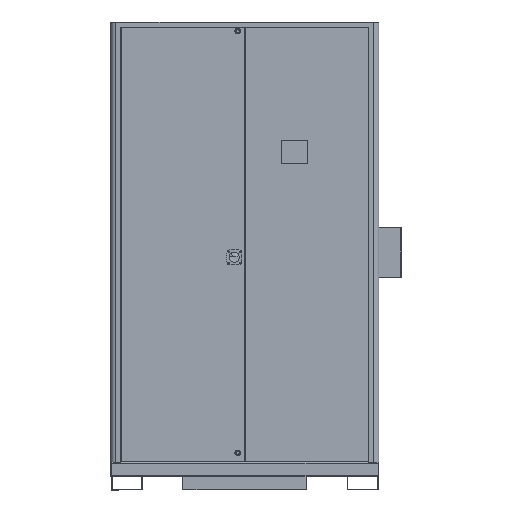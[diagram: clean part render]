
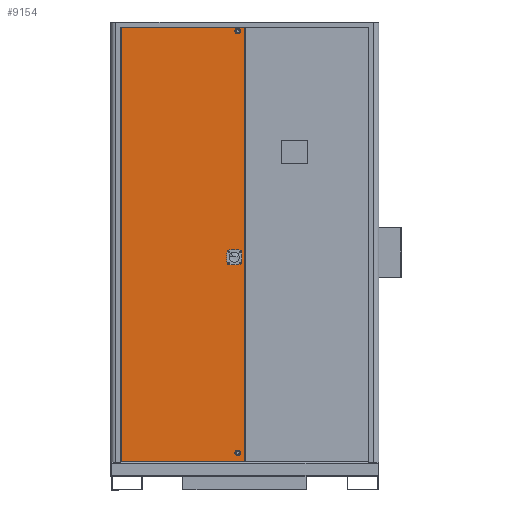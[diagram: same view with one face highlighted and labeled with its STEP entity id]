
A CAD part, top view. The second image highlights one B-rep face of the part: STEP entity #9154.
In plain terms, the highlighted planar face has unit normal (0, 0, 1).
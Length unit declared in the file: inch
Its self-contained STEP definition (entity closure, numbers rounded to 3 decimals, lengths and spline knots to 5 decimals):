
#96 = CARTESIAN_POINT ( 'NONE',  ( -0.65625, 29.8125, 9. ) ) ;
#162 = DIRECTION ( 'NONE',  ( 1., 0., 0. ) ) ;
#253 = CARTESIAN_POINT ( 'NONE',  ( -2.33125, 29.0125, 9. ) ) ;
#307 = VERTEX_POINT ( 'NONE', #2434 ) ;
#325 = DIRECTION ( 'NONE',  ( 0., 0., 1. ) ) ;
#423 = CARTESIAN_POINT ( 'NONE',  ( -0.03125, 0.0625, 9. ) ) ;
#442 = DIRECTION ( 'NONE',  ( 1., 0., 0. ) ) ;
#546 = FACE_BOUND ( 'NONE', #3763, .T. ) ;
#724 = LINE ( 'NONE', #950, #7160 ) ;
#732 = LINE ( 'NONE', #2293, #6548 ) ;
#838 = CARTESIAN_POINT ( 'NONE',  ( -0.03125, 0.0625, 9. ) ) ;
#950 = CARTESIAN_POINT ( 'NONE',  ( -0.03125, 63.1875, 9. ) ) ;
#952 = ORIENTED_EDGE ( 'NONE', *, *, #3001, .T. ) ;
#1062 = FACE_BOUND ( 'NONE', #7154, .T. ) ;
#1184 = EDGE_CURVE ( 'NONE', #1522, #5790, #9349, .T. ) ;
#1189 = CARTESIAN_POINT ( 'NONE',  ( -17.9375, 63.1875, 9. ) ) ;
#1324 = PLANE ( 'NONE',  #5857 ) ;
#1410 = EDGE_CURVE ( 'NONE', #6406, #5959, #1629, .T. ) ;
#1413 = FACE_BOUND ( 'NONE', #4662, .T. ) ;
#1426 = EDGE_CURVE ( 'NONE', #3648, #7491, #2732, .T. ) ;
#1522 = VERTEX_POINT ( 'NONE', #9792 ) ;
#1530 = DIRECTION ( 'NONE',  ( 1., 0., 0. ) ) ;
#1617 = DIRECTION ( 'NONE',  ( 0., 0., 1. ) ) ;
#1629 = LINE ( 'NONE', #838, #9478 ) ;
#1710 = CARTESIAN_POINT ( 'NONE',  ( -1.53125, 29.8125, 9. ) ) ;
#1755 = CIRCLE ( 'NONE', #8384, 0.3125 ) ;
#2012 = VERTEX_POINT ( 'NONE', #3151 ) ;
#2044 = DIRECTION ( 'NONE',  ( 0., 0., 1. ) ) ;
#2166 = CARTESIAN_POINT ( 'NONE',  ( -1.03125, 62.6875, 9. ) ) ;
#2293 = CARTESIAN_POINT ( 'NONE',  ( -0.03125, 63.1875, 9. ) ) ;
#2308 = CIRCLE ( 'NONE', #4144, 0.069 ) ;
#2434 = CARTESIAN_POINT ( 'NONE',  ( -0.03125, 63.1875, 9. ) ) ;
#2466 = AXIS2_PLACEMENT_3D ( 'NONE', #1710, #3255, #162 ) ;
#2510 = CARTESIAN_POINT ( 'NONE',  ( -1.03125, 1.375, 9. ) ) ;
#2641 = DIRECTION ( 'NONE',  ( 1., 0., 0. ) ) ;
#2696 = CIRCLE ( 'NONE', #8169, 0.3125 ) ;
#2732 = CIRCLE ( 'NONE', #8543, 0.069 ) ;
#2856 = ORIENTED_EDGE ( 'NONE', *, *, #6925, .T. ) ;
#2982 = ORIENTED_EDGE ( 'NONE', *, *, #6515, .F. ) ;
#3001 = EDGE_CURVE ( 'NONE', #307, #8878, #732, .T. ) ;
#3151 = CARTESIAN_POINT ( 'NONE',  ( -0.71875, 1.375, 9. ) ) ;
#3255 = DIRECTION ( 'NONE',  ( 0., 0., 1. ) ) ;
#3271 = EDGE_CURVE ( 'NONE', #8800, #6700, #2696, .T. ) ;
#3379 = CIRCLE ( 'NONE', #9199, 0.3125 ) ;
#3541 = CARTESIAN_POINT ( 'NONE',  ( -1.03125, 62.6875, 9. ) ) ;
#3648 = VERTEX_POINT ( 'NONE', #8843 ) ;
#3763 = EDGE_LOOP ( 'NONE', ( #3853, #5457 ) ) ;
#3853 = ORIENTED_EDGE ( 'NONE', *, *, #3271, .F. ) ;
#3884 = DIRECTION ( 'NONE',  ( -1., 0., 0. ) ) ;
#3993 = DIRECTION ( 'NONE',  ( 0., 0., 1. ) ) ;
#4144 = AXIS2_PLACEMENT_3D ( 'NONE', #253, #325, #2641 ) ;
#4197 = ORIENTED_EDGE ( 'NONE', *, *, #6735, .F. ) ;
#4267 = AXIS2_PLACEMENT_3D ( 'NONE', #2510, #3993, #8828 ) ;
#4533 = DIRECTION ( 'NONE',  ( 1., 0., 0. ) ) ;
#4662 = EDGE_LOOP ( 'NONE', ( #5135, #7527 ) ) ;
#4673 = EDGE_CURVE ( 'NONE', #5959, #307, #724, .T. ) ;
#4942 = ORIENTED_EDGE ( 'NONE', *, *, #1410, .T. ) ;
#5051 = CARTESIAN_POINT ( 'NONE',  ( -0.71875, 62.6875, 9. ) ) ;
#5135 = ORIENTED_EDGE ( 'NONE', *, *, #7985, .F. ) ;
#5169 = DIRECTION ( 'NONE',  ( 0., 0., 1. ) ) ;
#5241 = ORIENTED_EDGE ( 'NONE', *, *, #4673, .T. ) ;
#5358 = CARTESIAN_POINT ( 'NONE',  ( -1.34375, 62.6875, 9. ) ) ;
#5457 = ORIENTED_EDGE ( 'NONE', *, *, #7215, .F. ) ;
#5612 = FACE_OUTER_BOUND ( 'NONE', #7895, .T. ) ;
#5704 = DIRECTION ( 'NONE',  ( 0., 1., 0. ) ) ;
#5790 = VERTEX_POINT ( 'NONE', #96 ) ;
#5857 = AXIS2_PLACEMENT_3D ( 'NONE', #7689, #9340, #9241 ) ;
#5959 = VERTEX_POINT ( 'NONE', #423 ) ;
#6406 = VERTEX_POINT ( 'NONE', #7468 ) ;
#6515 = EDGE_CURVE ( 'NONE', #7491, #3648, #2308, .T. ) ;
#6526 = CARTESIAN_POINT ( 'NONE',  ( -2.26225, 29.0125, 9. ) ) ;
#6548 = VECTOR ( 'NONE', #3884, 39.37008 ) ;
#6560 = ORIENTED_EDGE ( 'NONE', *, *, #8002, .F. ) ;
#6700 = VERTEX_POINT ( 'NONE', #5358 ) ;
#6735 = EDGE_CURVE ( 'NONE', #7754, #2012, #3379, .T. ) ;
#6848 = VECTOR ( 'NONE', #7276, 39.37008 ) ;
#6925 = EDGE_CURVE ( 'NONE', #8878, #6406, #9356, .T. ) ;
#7073 = CIRCLE ( 'NONE', #4267, 0.3125 ) ;
#7131 = DIRECTION ( 'NONE',  ( 1., 0., 0. ) ) ;
#7154 = EDGE_LOOP ( 'NONE', ( #2982, #9619 ) ) ;
#7160 = VECTOR ( 'NONE', #5704, 39.37008 ) ;
#7215 = EDGE_CURVE ( 'NONE', #6700, #8800, #1755, .T. ) ;
#7276 = DIRECTION ( 'NONE',  ( 0., -1., 0. ) ) ;
#7353 = CARTESIAN_POINT ( 'NONE',  ( -17.9375, 63.1875, 9. ) ) ;
#7450 = CIRCLE ( 'NONE', #2466, 0.875 ) ;
#7468 = CARTESIAN_POINT ( 'NONE',  ( -17.9375, 0.0625, 9. ) ) ;
#7491 = VERTEX_POINT ( 'NONE', #6526 ) ;
#7527 = ORIENTED_EDGE ( 'NONE', *, *, #1184, .F. ) ;
#7651 = CARTESIAN_POINT ( 'NONE',  ( -1.53125, 29.8125, 9. ) ) ;
#7689 = CARTESIAN_POINT ( 'NONE',  ( 18.75, 64., 9. ) ) ;
#7754 = VERTEX_POINT ( 'NONE', #10126 ) ;
#7825 = DIRECTION ( 'NONE',  ( 1., 0., 0. ) ) ;
#7895 = EDGE_LOOP ( 'NONE', ( #5241, #952, #2856, #4942 ) ) ;
#7904 = DIRECTION ( 'NONE',  ( 0., 0., 1. ) ) ;
#7985 = EDGE_CURVE ( 'NONE', #5790, #1522, #7450, .T. ) ;
#8002 = EDGE_CURVE ( 'NONE', #2012, #7754, #7073, .T. ) ;
#8169 = AXIS2_PLACEMENT_3D ( 'NONE', #3541, #5169, #442 ) ;
#8384 = AXIS2_PLACEMENT_3D ( 'NONE', #2166, #8552, #7825 ) ;
#8543 = AXIS2_PLACEMENT_3D ( 'NONE', #10272, #1617, #9513 ) ;
#8552 = DIRECTION ( 'NONE',  ( 0., 0., 1. ) ) ;
#8740 = CARTESIAN_POINT ( 'NONE',  ( -1.03125, 1.375, 9. ) ) ;
#8743 = AXIS2_PLACEMENT_3D ( 'NONE', #7651, #2044, #4533 ) ;
#8800 = VERTEX_POINT ( 'NONE', #5051 ) ;
#8828 = DIRECTION ( 'NONE',  ( 1., 0., 0. ) ) ;
#8843 = CARTESIAN_POINT ( 'NONE',  ( -2.40025, 29.0125, 9. ) ) ;
#8878 = VERTEX_POINT ( 'NONE', #1189 ) ;
#8996 = FACE_BOUND ( 'NONE', #10203, .T. ) ;
#9154 = ADVANCED_FACE ( 'NONE', ( #1062, #8996, #546, #1413, #5612 ), #1324, .F. ) ;
#9199 = AXIS2_PLACEMENT_3D ( 'NONE', #8740, #7904, #1530 ) ;
#9241 = DIRECTION ( 'NONE',  ( -1., 0., 0. ) ) ;
#9340 = DIRECTION ( 'NONE',  ( 0., 0., -1. ) ) ;
#9349 = CIRCLE ( 'NONE', #8743, 0.875 ) ;
#9356 = LINE ( 'NONE', #7353, #6848 ) ;
#9478 = VECTOR ( 'NONE', #7131, 39.37008 ) ;
#9513 = DIRECTION ( 'NONE',  ( 1., 0., 0. ) ) ;
#9619 = ORIENTED_EDGE ( 'NONE', *, *, #1426, .F. ) ;
#9792 = CARTESIAN_POINT ( 'NONE',  ( -2.40625, 29.8125, 9. ) ) ;
#10126 = CARTESIAN_POINT ( 'NONE',  ( -1.34375, 1.375, 9. ) ) ;
#10203 = EDGE_LOOP ( 'NONE', ( #6560, #4197 ) ) ;
#10272 = CARTESIAN_POINT ( 'NONE',  ( -2.33125, 29.0125, 9. ) ) ;
